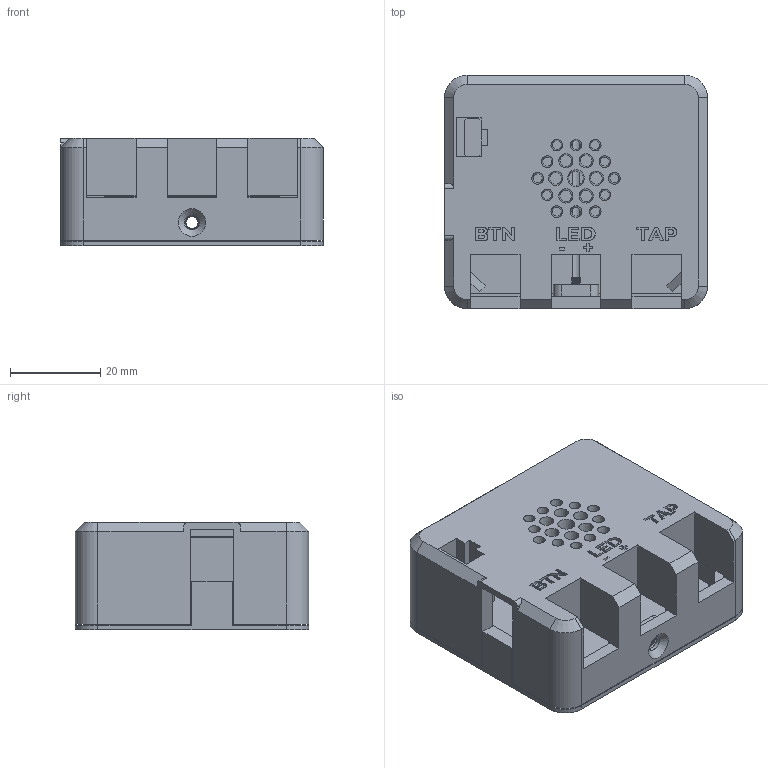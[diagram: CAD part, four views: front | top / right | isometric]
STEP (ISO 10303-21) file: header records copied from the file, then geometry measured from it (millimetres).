
FILE_DESCRIPTION(/* description */ (''),/* implementation_level */ '2;1');
FILE_NAME(/* name */ 'Assembly sodastream autofill.stp',/* time_stamp */ '2023-02-19T14:34:44+01:00',/* author */ (''),/* organization */ (''),/* preprocessor_version */ 'ST-DEVELOPER v18.102',/* originating_system */ 'SIEMENS PLM Software NX2206.5001',/* authorisation */ '');
FILE_SCHEMA (('AUTOMOTIVE_DESIGN { 1 0 10303 214 3 1 1 1 }'));
Length unit declared in the file: millimetre
Products named in the file (1): Housing_objects
Bounding box: 58.13 x 51.63 x 23.7 mm (x, y, z)
Volume: 31222.6 mm3; surface area: 23002.1 mm2
Topology: 2 solids, 2 shells, 373 faces, 1066 edges, 705 vertices
Faces by surface type: plane 268, cylinder 43, cone 27, bspline 22, extrusion 13
Full cylindrical faces by diameter (mm): 3.3 x2
Entity records: 21589 total; most frequent: CARTESIAN_POINT 12361, ORIENTED_EDGE 2076, DIRECTION 1541, EDGE_CURVE 1038, VERTEX_POINT 702, VECTOR 675, LINE 662, EDGE_LOOP 460
